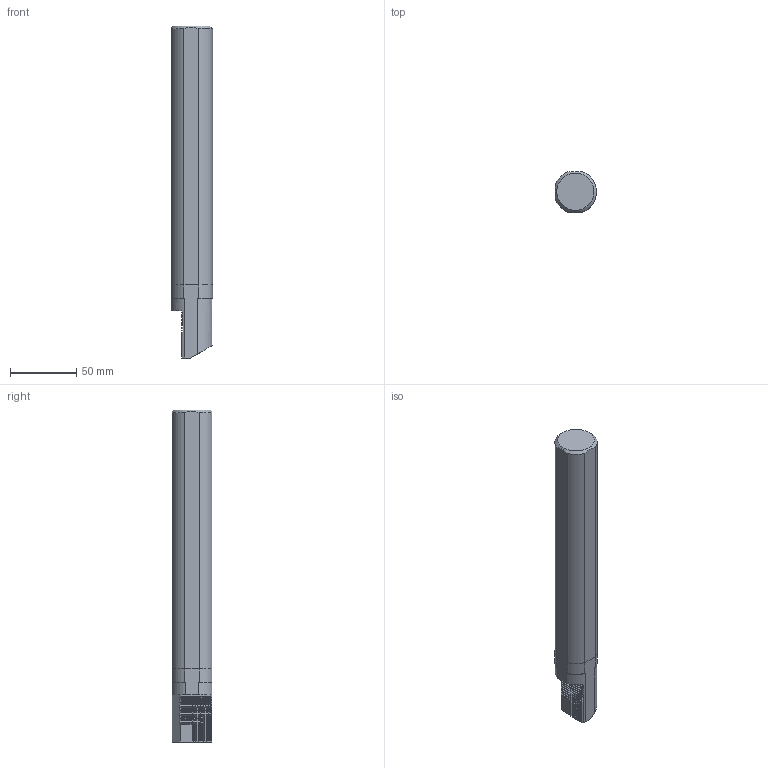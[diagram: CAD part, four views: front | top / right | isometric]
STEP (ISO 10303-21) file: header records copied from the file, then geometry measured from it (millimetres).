
FILE_DESCRIPTION(/* description */ (''),/* implementation_level */ '2;1');
FILE_NAME(/* name */ 'A32S-FR-V21.stp',/* time_stamp */ '2018-04-11T16:02:50+06:00',/* author */ (''),/* organization */ (''),/* preprocessor_version */ 'ST-DEVELOPER v16',/* originating_system */ 'SIEMENS PLM Software NX 11.0',/* authorisation */ '');
FILE_SCHEMA (('AUTOMOTIVE_DESIGN { 1 0 10303 214 3 1 1 1 }'));
Length unit declared in the file: millimetre
Products named in the file (1): A32S-FR-V21
Bounding box: 30.98 x 29.98 x 250 mm (x, y, z)
Volume: 185734 mm3; surface area: 27752.9 mm2
Topology: 2 solids, 2 shells, 305 faces, 857 edges, 573 vertices
Faces by surface type: plane 207, cone 57, cylinder 41
Entity records: 10054 total; most frequent: CARTESIAN_POINT 2345, ORIENTED_EDGE 1710, DIRECTION 1401, EDGE_CURVE 855, LINE 597, VECTOR 597, VERTEX_POINT 572, AXIS2_PLACEMENT_3D 402
